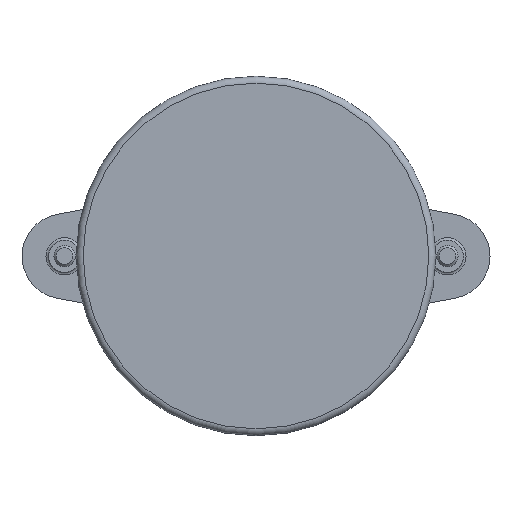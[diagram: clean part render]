
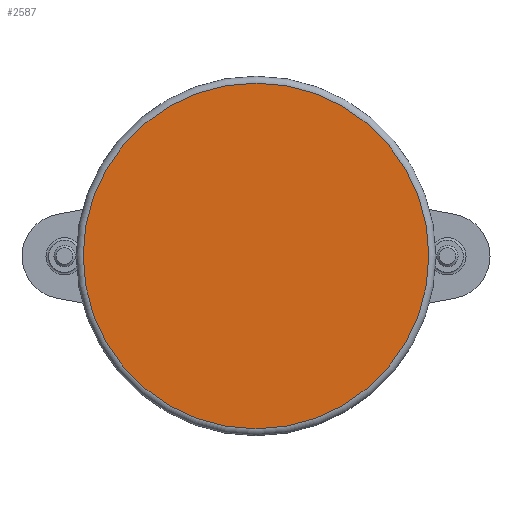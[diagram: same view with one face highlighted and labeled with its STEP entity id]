
A CAD part, top view. The second image highlights one B-rep face of the part: STEP entity #2587.
In plain terms, the highlighted planar face has unit normal (0, 0, 1).
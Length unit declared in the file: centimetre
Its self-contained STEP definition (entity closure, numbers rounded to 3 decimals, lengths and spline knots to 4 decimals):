
#511=FACE_OUTER_BOUND('',#685,.T.);
#685=EDGE_LOOP('',(#1649));
#911=CIRCLE('',#2764,3.25);
#1065=VERTEX_POINT('',#3892);
#1297=EDGE_CURVE('',#1065,#1065,#911,.T.);
#1649=ORIENTED_EDGE('',*,*,#1297,.F.);
#2353=PLANE('',#2763);
#2587=ADVANCED_FACE('',(#511),#2353,.F.);
#2763=AXIS2_PLACEMENT_3D('',#3891,#3096,#3097);
#2764=AXIS2_PLACEMENT_3D('',#3893,#3098,#3099);
#3096=DIRECTION('center_axis',(0.,0.,-1.));
#3097=DIRECTION('ref_axis',(-1.,0.,0.));
#3098=DIRECTION('center_axis',(0.,0.,-1.));
#3099=DIRECTION('ref_axis',(1.,0.,0.));
#3891=CARTESIAN_POINT('Origin',(0.,2.1,1.27));
#3892=CARTESIAN_POINT('',(3.25,2.1,1.27));
#3893=CARTESIAN_POINT('Origin',(0.,2.1,1.27));
